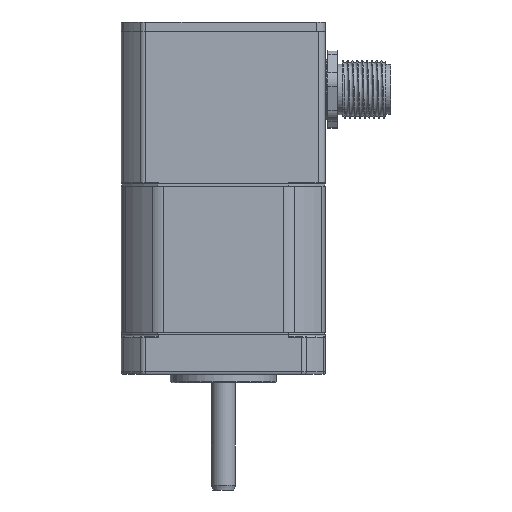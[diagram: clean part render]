
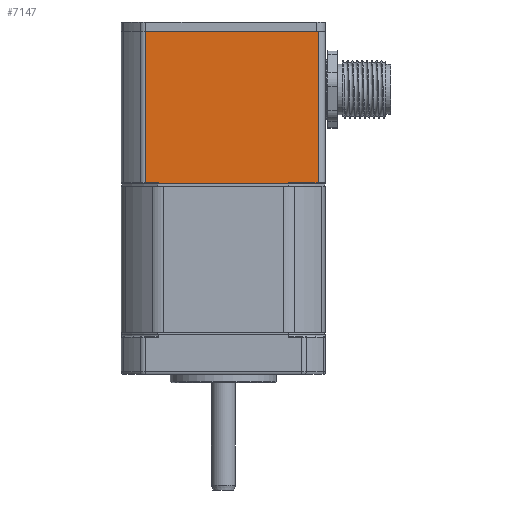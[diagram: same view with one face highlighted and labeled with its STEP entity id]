
A CAD part, left-side view. The second image highlights one B-rep face of the part: STEP entity #7147.
In plain terms, the highlighted planar face has unit normal (-1, 0, 0).
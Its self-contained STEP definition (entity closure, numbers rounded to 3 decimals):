
#722 = VERTEX_POINT ( 'NONE', #17555 ) ;
#983 = EDGE_CURVE ( 'NONE', #6990, #16334, #7592, .T. ) ;
#1244 = EDGE_CURVE ( 'NONE', #722, #21457, #36718, .T. ) ;
#2075 = CARTESIAN_POINT ( 'NONE',  ( -21.1, -13.409, 0.5 ) ) ;
#3601 = VERTEX_POINT ( 'NONE', #39113 ) ;
#3894 = ORIENTED_EDGE ( 'NONE', *, *, #16751, .F. ) ;
#3977 = VECTOR ( 'NONE', #6347, 1000. ) ;
#4510 = EDGE_CURVE ( 'NONE', #26405, #16334, #12636, .T. ) ;
#6347 = DIRECTION ( 'NONE',  ( 0., 1., 0. ) ) ;
#6469 = AXIS2_PLACEMENT_3D ( 'NONE', #32289, #36072, #29075 ) ;
#6822 = ORIENTED_EDGE ( 'NONE', *, *, #29596, .F. ) ;
#6990 = VERTEX_POINT ( 'NONE', #15146 ) ;
#7147 = ADVANCED_FACE ( 'NONE', ( #36308 ), #9022, .F. ) ;
#7592 = LINE ( 'NONE', #28600, #3977 ) ;
#7939 = VECTOR ( 'NONE', #28689, 1000. ) ;
#9022 = PLANE ( 'NONE',  #6469 ) ;
#10252 = CARTESIAN_POINT ( 'NONE',  ( -21.1, 13.409, 0.5 ) ) ;
#12636 = LINE ( 'NONE', #21572, #7939 ) ;
#12661 = EDGE_CURVE ( 'NONE', #3601, #37485, #20575, .T. ) ;
#13599 = EDGE_LOOP ( 'NONE', ( #22603, #15091, #31083, #6822, #34510, #3894, #34403, #23602 ) ) ;
#13809 = VECTOR ( 'NONE', #14752, 1000. ) ;
#14752 = DIRECTION ( 'NONE',  ( 0., 1., 0. ) ) ;
#15091 = ORIENTED_EDGE ( 'NONE', *, *, #4510, .T. ) ;
#15146 = CARTESIAN_POINT ( 'NONE',  ( -21.1, 13.409, 0.5 ) ) ;
#16334 = VERTEX_POINT ( 'NONE', #39246 ) ;
#16751 = EDGE_CURVE ( 'NONE', #37485, #722, #27019, .T. ) ;
#17153 = VECTOR ( 'NONE', #42090, 1000. ) ;
#17555 = CARTESIAN_POINT ( 'NONE',  ( -21.1, -13.409, 0.25 ) ) ;
#18454 = CARTESIAN_POINT ( 'NONE',  ( -21.1, -13.409, 0.5 ) ) ;
#18529 = CARTESIAN_POINT ( 'NONE',  ( -21.1, 16.155, 0.5 ) ) ;
#18986 = VERTEX_POINT ( 'NONE', #37172 ) ;
#20495 = DIRECTION ( 'NONE',  ( 0., 0., -1. ) ) ;
#20575 = LINE ( 'NONE', #18529, #13809 ) ;
#21457 = VERTEX_POINT ( 'NONE', #30921 ) ;
#21572 = CARTESIAN_POINT ( 'NONE',  ( -21.1, 16.155, 32. ) ) ;
#22603 = ORIENTED_EDGE ( 'NONE', *, *, #32769, .F. ) ;
#23602 = ORIENTED_EDGE ( 'NONE', *, *, #37245, .F. ) ;
#25821 = DIRECTION ( 'NONE',  ( 0., 1., 0. ) ) ;
#26405 = VERTEX_POINT ( 'NONE', #37760 ) ;
#26654 = VECTOR ( 'NONE', #34090, 1000. ) ;
#26829 = VECTOR ( 'NONE', #25821, 1000. ) ;
#27019 = LINE ( 'NONE', #2075, #17153 ) ;
#28600 = CARTESIAN_POINT ( 'NONE',  ( -21.1, 16.155, 0.5 ) ) ;
#28689 = DIRECTION ( 'NONE',  ( 0., 0., -1. ) ) ;
#29075 = DIRECTION ( 'NONE',  ( 0., 1., 0. ) ) ;
#29596 = EDGE_CURVE ( 'NONE', #21457, #6990, #37631, .T. ) ;
#30921 = CARTESIAN_POINT ( 'NONE',  ( -21.1, 13.409, 0.25 ) ) ;
#31060 = CARTESIAN_POINT ( 'NONE',  ( -21.1, -19.6, 32. ) ) ;
#31083 = ORIENTED_EDGE ( 'NONE', *, *, #983, .F. ) ;
#32289 = CARTESIAN_POINT ( 'NONE',  ( -21.1, 16.155, 32. ) ) ;
#32769 = EDGE_CURVE ( 'NONE', #26405, #18986, #34447, .T. ) ;
#33987 = VECTOR ( 'NONE', #37016, 1000. ) ;
#34090 = DIRECTION ( 'NONE',  ( 0., -1., 0. ) ) ;
#34122 = LINE ( 'NONE', #31060, #37772 ) ;
#34403 = ORIENTED_EDGE ( 'NONE', *, *, #12661, .F. ) ;
#34447 = LINE ( 'NONE', #37297, #26654 ) ;
#34510 = ORIENTED_EDGE ( 'NONE', *, *, #1244, .F. ) ;
#36072 = DIRECTION ( 'NONE',  ( 1., 0., 0. ) ) ;
#36308 = FACE_OUTER_BOUND ( 'NONE', #13599, .T. ) ;
#36718 = LINE ( 'NONE', #39222, #26829 ) ;
#37016 = DIRECTION ( 'NONE',  ( 0., 0., 1. ) ) ;
#37172 = CARTESIAN_POINT ( 'NONE',  ( -21.1, -19.6, 31.75 ) ) ;
#37245 = EDGE_CURVE ( 'NONE', #18986, #3601, #34122, .T. ) ;
#37297 = CARTESIAN_POINT ( 'NONE',  ( -21.1, 16.155, 31.75 ) ) ;
#37485 = VERTEX_POINT ( 'NONE', #18454 ) ;
#37631 = LINE ( 'NONE', #10252, #33987 ) ;
#37760 = CARTESIAN_POINT ( 'NONE',  ( -21.1, 16.155, 31.75 ) ) ;
#37772 = VECTOR ( 'NONE', #20495, 1000. ) ;
#39113 = CARTESIAN_POINT ( 'NONE',  ( -21.1, -19.6, 0.5 ) ) ;
#39222 = CARTESIAN_POINT ( 'NONE',  ( -21.1, 16.155, 0.25 ) ) ;
#39246 = CARTESIAN_POINT ( 'NONE',  ( -21.1, 16.155, 0.5 ) ) ;
#42090 = DIRECTION ( 'NONE',  ( 0., 0., -1. ) ) ;
